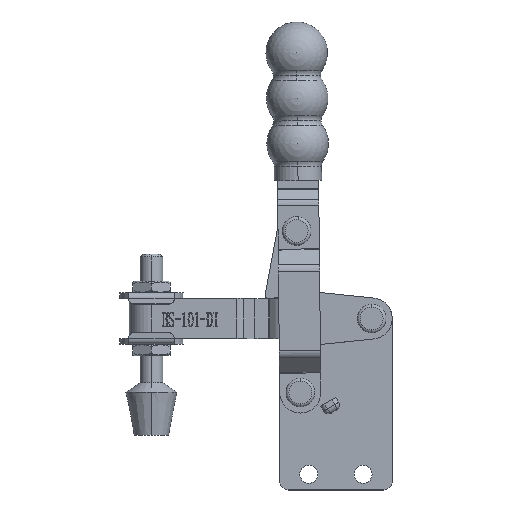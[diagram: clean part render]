
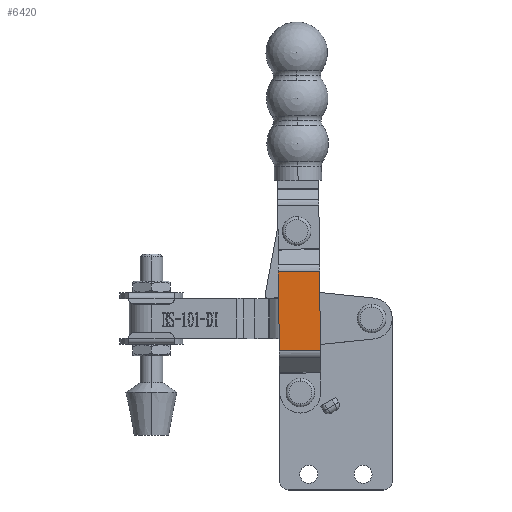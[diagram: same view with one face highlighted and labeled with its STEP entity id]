
A CAD part, top view. The second image highlights one B-rep face of the part: STEP entity #6420.
In plain terms, the highlighted face is planar.
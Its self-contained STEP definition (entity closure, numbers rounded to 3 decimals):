
#1307 = AXIS2_PLACEMENT_3D ( 'NONE', #23588, #23596, #23597 ) ;
#5221 = EDGE_LOOP ( 'NONE', ( #7242, #7243, #7244, #7245 ) ) ;
#5392 = VERTEX_POINT ( 'NONE', #18712 ) ;
#5395 = VERTEX_POINT ( 'NONE', #18715 ) ;
#5399 = VERTEX_POINT ( 'NONE', #18719 ) ;
#5402 = VERTEX_POINT ( 'NONE', #18722 ) ;
#5468 = EDGE_CURVE ( 'NONE', #5392, #5395, #17814, .T. ) ;
#5487 = EDGE_CURVE ( 'NONE', #5399, #5402, #17845, .T. ) ;
#5903 = EDGE_CURVE ( 'NONE', #5395, #5402, #18416, .T. ) ;
#5933 = EDGE_CURVE ( 'NONE', #5392, #5399, #18470, .T. ) ;
#6420 = ADVANCED_FACE ( 'NONE', ( #22270 ), #23593, .T. ) ;
#7242 = ORIENTED_EDGE ( 'NONE', *, *, #5487, .F. ) ;
#7243 = ORIENTED_EDGE ( 'NONE', *, *, #5933, .F. ) ;
#7244 = ORIENTED_EDGE ( 'NONE', *, *, #5468, .T. ) ;
#7245 = ORIENTED_EDGE ( 'NONE', *, *, #5903, .T. ) ;
#17814 = LINE ( 'NONE', #18832, #17817 ) ;
#17817 = VECTOR ( 'NONE', #18827, 1000. ) ;
#17845 = LINE ( 'NONE', #18876, #17849 ) ;
#17849 = VECTOR ( 'NONE', #18874, 1000. ) ;
#18416 = LINE ( 'NONE', #20261, #18421 ) ;
#18421 = VECTOR ( 'NONE', #20279, 1000. ) ;
#18470 = LINE ( 'NONE', #20345, #18473 ) ;
#18473 = VECTOR ( 'NONE', #20346, 1000. ) ;
#18712 = CARTESIAN_POINT ( 'NONE',  ( 9.5, -36.963, 14.4 ) ) ;
#18715 = CARTESIAN_POINT ( 'NONE',  ( 9.5, -64.437, 14.4 ) ) ;
#18719 = CARTESIAN_POINT ( 'NONE',  ( 9.5, -36.963, 0. ) ) ;
#18722 = CARTESIAN_POINT ( 'NONE',  ( 9.5, -64.437, 0. ) ) ;
#18827 = DIRECTION ( 'NONE',  ( 0., -1., 0. ) ) ;
#18832 = CARTESIAN_POINT ( 'NONE',  ( 9.5, -35.477, 14.4 ) ) ;
#18874 = DIRECTION ( 'NONE',  ( 0., -1., 0. ) ) ;
#18876 = CARTESIAN_POINT ( 'NONE',  ( 9.5, -35.477, 0. ) ) ;
#20261 = CARTESIAN_POINT ( 'NONE',  ( 9.5, -64.437, 14.4 ) ) ;
#20279 = DIRECTION ( 'NONE',  ( 0., 0., -1. ) ) ;
#20345 = CARTESIAN_POINT ( 'NONE',  ( 9.5, -36.963, 14.4 ) ) ;
#20346 = DIRECTION ( 'NONE',  ( 0., 0., -1. ) ) ;
#22270 = FACE_OUTER_BOUND ( 'NONE', #5221, .T. ) ;
#23588 = CARTESIAN_POINT ( 'NONE',  ( 9.5, -35.477, 14.4 ) ) ;
#23593 = PLANE ( 'NONE',  #1307 ) ;
#23596 = DIRECTION ( 'NONE',  ( 1., 0., 0. ) ) ;
#23597 = DIRECTION ( 'NONE',  ( 0., 1., 0. ) ) ;
